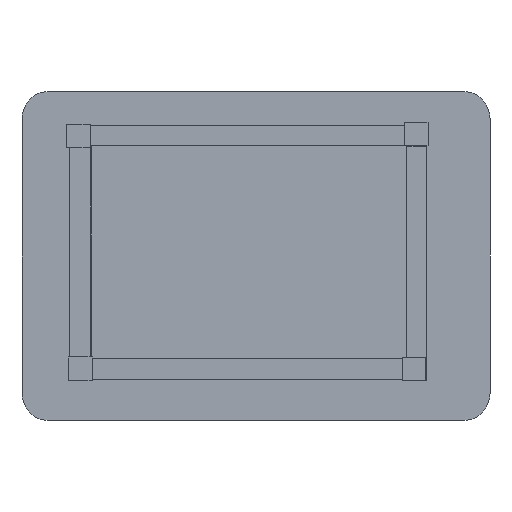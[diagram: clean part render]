
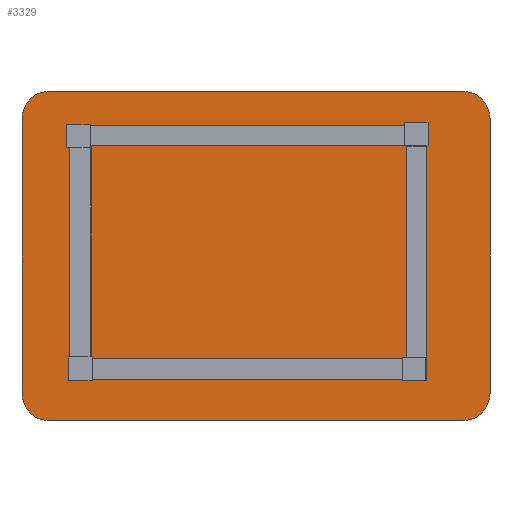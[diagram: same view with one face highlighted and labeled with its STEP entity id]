
A CAD part, front view. The second image highlights one B-rep face of the part: STEP entity #3329.
In plain terms, the highlighted planar face has unit normal (0, -1, 0).
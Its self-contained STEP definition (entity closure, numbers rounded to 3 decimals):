
#51 = DIRECTION ( 'NONE',  ( 0., 1., 0. ) ) ;
#52 = ORIENTED_EDGE ( 'NONE', *, *, #9558, .F. ) ;
#100 = LINE ( 'NONE', #997, #8513 ) ;
#114 = DIRECTION ( 'NONE',  ( 0., 0., -1. ) ) ;
#229 = CIRCLE ( 'NONE', #8594, 20. ) ;
#594 = DIRECTION ( 'NONE',  ( 0., 0., -1. ) ) ;
#818 = VECTOR ( 'NONE', #5129, 1000. ) ;
#908 = EDGE_CURVE ( 'NONE', #5771, #10060, #2231, .T. ) ;
#997 = CARTESIAN_POINT ( 'NONE',  ( -136.669, 0., 111.292 ) ) ;
#1038 = VECTOR ( 'NONE', #3842, 1000. ) ;
#1075 = CARTESIAN_POINT ( 'NONE',  ( 164.331, 0., -128.708 ) ) ;
#1469 = CARTESIAN_POINT ( 'NONE',  ( 164.331, 0., 91.292 ) ) ;
#1507 = EDGE_LOOP ( 'NONE', ( #9428, #6585, #8059, #1819, #52, #10185, #6451, #3060 ) ) ;
#1590 = DIRECTION ( 'NONE',  ( 0., 0., -1. ) ) ;
#1734 = VERTEX_POINT ( 'NONE', #8957 ) ;
#1819 = ORIENTED_EDGE ( 'NONE', *, *, #3758, .F. ) ;
#1977 = CARTESIAN_POINT ( 'NONE',  ( 164.331, 0., -108.708 ) ) ;
#2231 = LINE ( 'NONE', #9586, #818 ) ;
#2280 = VERTEX_POINT ( 'NONE', #5420 ) ;
#2414 = CIRCLE ( 'NONE', #10191, 20. ) ;
#2630 = VERTEX_POINT ( 'NONE', #10693 ) ;
#2678 = CARTESIAN_POINT ( 'NONE',  ( -136.669, 0., 91.292 ) ) ;
#3060 = ORIENTED_EDGE ( 'NONE', *, *, #908, .F. ) ;
#3175 = AXIS2_PLACEMENT_3D ( 'NONE', #2678, #5525, #114 ) ;
#3317 = CARTESIAN_POINT ( 'NONE',  ( 184.331, 0., -108.708 ) ) ;
#3329 = ADVANCED_FACE ( 'NONE', ( #5957 ), #9571, .T. ) ;
#3381 = CARTESIAN_POINT ( 'NONE',  ( 164.331, 0., 111.292 ) ) ;
#3457 = AXIS2_PLACEMENT_3D ( 'NONE', #1977, #5610, #9227 ) ;
#3758 = EDGE_CURVE ( 'NONE', #1734, #4948, #100, .T. ) ;
#3842 = DIRECTION ( 'NONE',  ( 0., 0., -1. ) ) ;
#4633 = CARTESIAN_POINT ( 'NONE',  ( -136.669, 0., -108.708 ) ) ;
#4948 = VERTEX_POINT ( 'NONE', #3381 ) ;
#5129 = DIRECTION ( 'NONE',  ( -1., 0., 0. ) ) ;
#5144 = AXIS2_PLACEMENT_3D ( 'NONE', #8689, #7801, #594 ) ;
#5316 = LINE ( 'NONE', #9662, #8409 ) ;
#5328 = DIRECTION ( 'NONE',  ( 1., 0., 0. ) ) ;
#5420 = CARTESIAN_POINT ( 'NONE',  ( 184.331, 0., 91.292 ) ) ;
#5525 = DIRECTION ( 'NONE',  ( 0., 1., 0. ) ) ;
#5610 = DIRECTION ( 'NONE',  ( 0., 1., 0. ) ) ;
#5771 = VERTEX_POINT ( 'NONE', #1075 ) ;
#5957 = FACE_OUTER_BOUND ( 'NONE', #1507, .T. ) ;
#6451 = ORIENTED_EDGE ( 'NONE', *, *, #9543, .F. ) ;
#6585 = ORIENTED_EDGE ( 'NONE', *, *, #7896, .F. ) ;
#6705 = CARTESIAN_POINT ( 'NONE',  ( -136.669, 0., -128.708 ) ) ;
#6763 = LINE ( 'NONE', #11148, #1038 ) ;
#7236 = EDGE_CURVE ( 'NONE', #11196, #5771, #11052, .T. ) ;
#7582 = EDGE_CURVE ( 'NONE', #4948, #2280, #229, .T. ) ;
#7665 = EDGE_CURVE ( 'NONE', #2630, #10828, #5316, .T. ) ;
#7801 = DIRECTION ( 'NONE',  ( 0., -1., 0. ) ) ;
#7896 = EDGE_CURVE ( 'NONE', #2280, #11196, #6763, .T. ) ;
#8059 = ORIENTED_EDGE ( 'NONE', *, *, #7582, .F. ) ;
#8273 = DIRECTION ( 'NONE',  ( 0., 0., -1. ) ) ;
#8409 = VECTOR ( 'NONE', #8948, 1000. ) ;
#8513 = VECTOR ( 'NONE', #5328, 1000. ) ;
#8594 = AXIS2_PLACEMENT_3D ( 'NONE', #1469, #10612, #1590 ) ;
#8689 = CARTESIAN_POINT ( 'NONE',  ( 164.331, 0., -108.708 ) ) ;
#8948 = DIRECTION ( 'NONE',  ( 0., 0., 1. ) ) ;
#8957 = CARTESIAN_POINT ( 'NONE',  ( -136.669, 0., 111.292 ) ) ;
#9052 = CIRCLE ( 'NONE', #3175, 20. ) ;
#9227 = DIRECTION ( 'NONE',  ( 0., 0., -1. ) ) ;
#9428 = ORIENTED_EDGE ( 'NONE', *, *, #7236, .F. ) ;
#9543 = EDGE_CURVE ( 'NONE', #10060, #2630, #2414, .T. ) ;
#9558 = EDGE_CURVE ( 'NONE', #10828, #1734, #9052, .T. ) ;
#9571 = PLANE ( 'NONE',  #5144 ) ;
#9586 = CARTESIAN_POINT ( 'NONE',  ( -136.669, 0., -128.708 ) ) ;
#9662 = CARTESIAN_POINT ( 'NONE',  ( -156.669, 0., -108.708 ) ) ;
#10060 = VERTEX_POINT ( 'NONE', #6705 ) ;
#10185 = ORIENTED_EDGE ( 'NONE', *, *, #7665, .F. ) ;
#10191 = AXIS2_PLACEMENT_3D ( 'NONE', #4633, #51, #8273 ) ;
#10612 = DIRECTION ( 'NONE',  ( 0., 1., 0. ) ) ;
#10693 = CARTESIAN_POINT ( 'NONE',  ( -156.669, 0., -108.708 ) ) ;
#10828 = VERTEX_POINT ( 'NONE', #11527 ) ;
#11052 = CIRCLE ( 'NONE', #3457, 20. ) ;
#11148 = CARTESIAN_POINT ( 'NONE',  ( 184.331, 0., -108.708 ) ) ;
#11196 = VERTEX_POINT ( 'NONE', #3317 ) ;
#11527 = CARTESIAN_POINT ( 'NONE',  ( -156.669, 0., 91.292 ) ) ;
